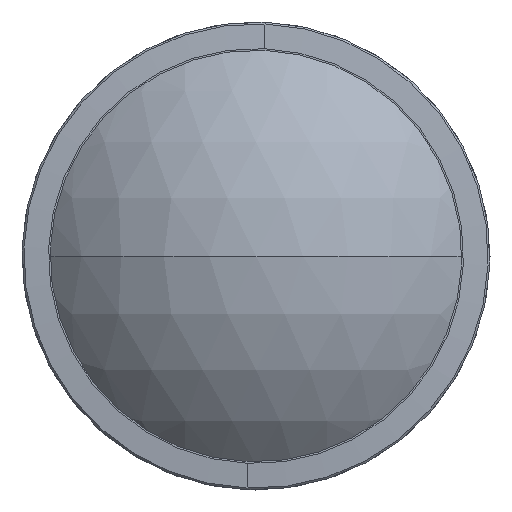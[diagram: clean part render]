
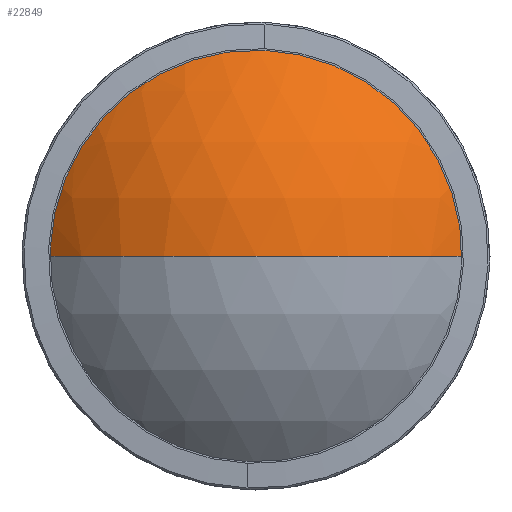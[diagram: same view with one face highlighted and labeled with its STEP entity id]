
A CAD part, left-side view. The second image highlights one B-rep face of the part: STEP entity #22849.
In plain terms, the highlighted spherical face has radius 34.636 mm.
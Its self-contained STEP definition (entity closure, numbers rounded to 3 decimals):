
#1068 = CARTESIAN_POINT ( 'NONE',  ( 13.928, -25.25, 0. ) ) ;
#4031 = CARTESIAN_POINT ( 'NONE',  ( 13.928, 0., 0. ) ) ;
#4050 = DIRECTION ( 'NONE',  ( 0., 0., -1. ) ) ;
#5608 = VERTEX_POINT ( 'NONE', #38363 ) ;
#6020 = DIRECTION ( 'NONE',  ( 0., 0., 1. ) ) ;
#6024 = EDGE_CURVE ( 'NONE', #6064, #5608, #33497, .T. ) ;
#6064 = VERTEX_POINT ( 'NONE', #1068 ) ;
#6657 = CARTESIAN_POINT ( 'NONE',  ( 37.636, 0., 0. ) ) ;
#8521 = CIRCLE ( 'NONE', #30775, 34.636 ) ;
#9004 = DIRECTION ( 'NONE',  ( 0., -1., 0. ) ) ;
#11943 = EDGE_CURVE ( 'NONE', #23329, #20891, #8521, .T. ) ;
#14410 = AXIS2_PLACEMENT_3D ( 'NONE', #6657, #4050, #18379 ) ;
#14772 = DIRECTION ( 'NONE',  ( -1., 0., 0. ) ) ;
#18137 = DIRECTION ( 'NONE',  ( 0., 0., 1. ) ) ;
#18142 = ORIENTED_EDGE ( 'NONE', *, *, #6024, .T. ) ;
#18235 = AXIS2_PLACEMENT_3D ( 'NONE', #4031, #19535, #31498 ) ;
#18379 = DIRECTION ( 'NONE',  ( -1., 0., 0. ) ) ;
#18825 = CIRCLE ( 'NONE', #29636, 25.25 ) ;
#19535 = DIRECTION ( 'NONE',  ( -1., 0., 0. ) ) ;
#19708 = CARTESIAN_POINT ( 'NONE',  ( 13.928, 25.25, 0. ) ) ;
#20300 = EDGE_CURVE ( 'NONE', #5608, #23329, #18825, .T. ) ;
#20684 = EDGE_CURVE ( 'NONE', #6064, #20891, #25206, .T. ) ;
#20891 = VERTEX_POINT ( 'NONE', #28716 ) ;
#20929 = FACE_OUTER_BOUND ( 'NONE', #39148, .T. ) ;
#22838 = ORIENTED_EDGE ( 'NONE', *, *, #20684, .F. ) ;
#22849 = ADVANCED_FACE ( 'NONE', ( #20929 ), #32882, .T. ) ;
#23329 = VERTEX_POINT ( 'NONE', #19708 ) ;
#24118 = CARTESIAN_POINT ( 'NONE',  ( 13.928, 0., 0. ) ) ;
#25134 = CARTESIAN_POINT ( 'NONE',  ( 37.636, 0., 0. ) ) ;
#25206 = CIRCLE ( 'NONE', #14410, 34.636 ) ;
#25330 = DIRECTION ( 'NONE',  ( 0., 0., 1. ) ) ;
#27729 = AXIS2_PLACEMENT_3D ( 'NONE', #35886, #18137, #9004 ) ;
#28716 = CARTESIAN_POINT ( 'NONE',  ( 3., 0., 0. ) ) ;
#29636 = AXIS2_PLACEMENT_3D ( 'NONE', #24118, #14772, #6020 ) ;
#30775 = AXIS2_PLACEMENT_3D ( 'NONE', #25134, #25330, #37686 ) ;
#31498 = DIRECTION ( 'NONE',  ( 0., 0., 1. ) ) ;
#32882 = SPHERICAL_SURFACE ( 'NONE', #27729, 34.636 ) ;
#33497 = CIRCLE ( 'NONE', #18235, 25.25 ) ;
#34698 = ORIENTED_EDGE ( 'NONE', *, *, #20300, .T. ) ;
#35886 = CARTESIAN_POINT ( 'NONE',  ( 37.636, 0., 0. ) ) ;
#37345 = ORIENTED_EDGE ( 'NONE', *, *, #11943, .T. ) ;
#37686 = DIRECTION ( 'NONE',  ( 0., -1., 0. ) ) ;
#38363 = CARTESIAN_POINT ( 'NONE',  ( 13.928, 0., 25.25 ) ) ;
#39148 = EDGE_LOOP ( 'NONE', ( #18142, #34698, #37345, #22838 ) ) ;
